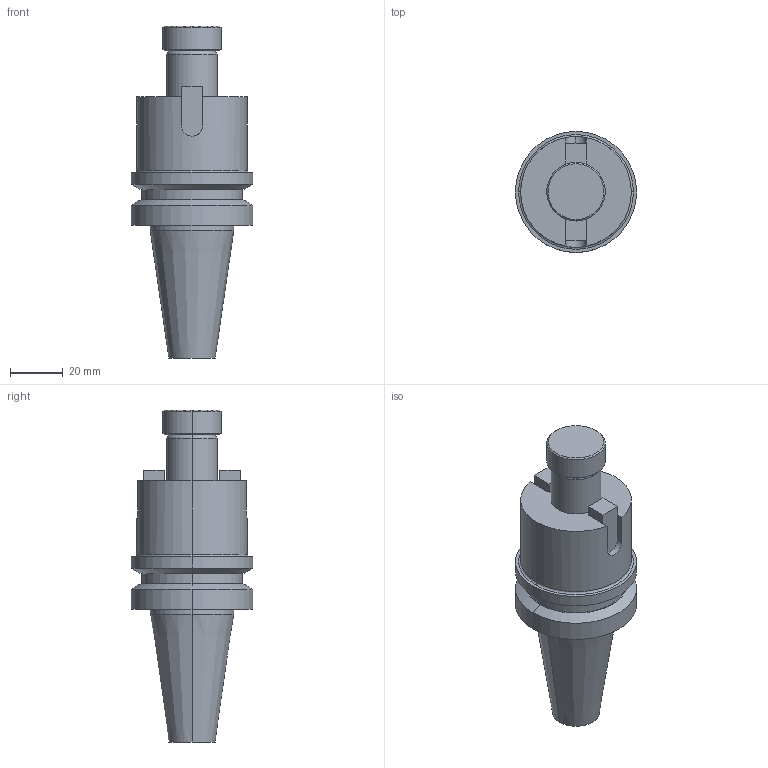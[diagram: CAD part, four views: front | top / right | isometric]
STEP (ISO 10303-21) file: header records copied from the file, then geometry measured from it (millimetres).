
FILE_DESCRIPTION (( 'STEP AP203' ), '1' );
FILE_NAME ('STP-5022-151-A48-200-1(SATE-16605-0.75-2-W).STEP', '2022-06-06T08:10:44', ( '' ), ( '' ), 'SwSTEP 2.0', 'SolidWorks 2017', '' );
FILE_SCHEMA (( 'CONFIG_CONTROL_DESIGN' ));
Length unit declared in the file: millimetre
Products named in the file (1): STP-5022-151-A48-200-1(SATE-16605-0.75-2-W)
Bounding box: 46 x 46 x 126.05 mm (x, y, z)
Volume: 100246.7 mm3; surface area: 17953.6 mm2
Topology: 2 solids, 2 shells, 64 faces, 139 edges, 85 vertices
Faces by surface type: plane 25, cylinder 23, cone 12, torus 4
Entity records: 1868 total; most frequent: CARTESIAN_POINT 354, DIRECTION 327, ORIENTED_EDGE 274, EDGE_CURVE 137, AXIS2_PLACEMENT_3D 128, VERTEX_POINT 85, EDGE_LOOP 72, LINE 71
